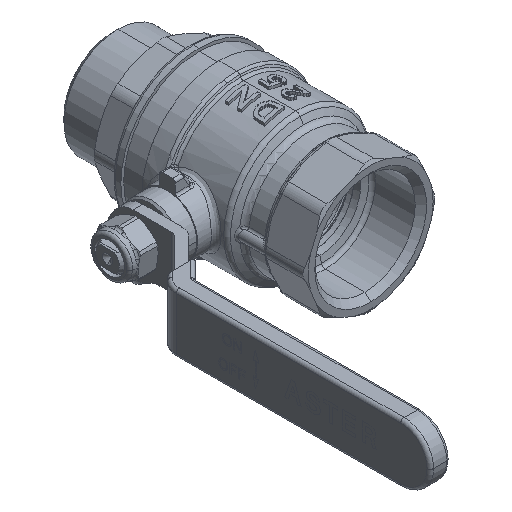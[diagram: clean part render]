
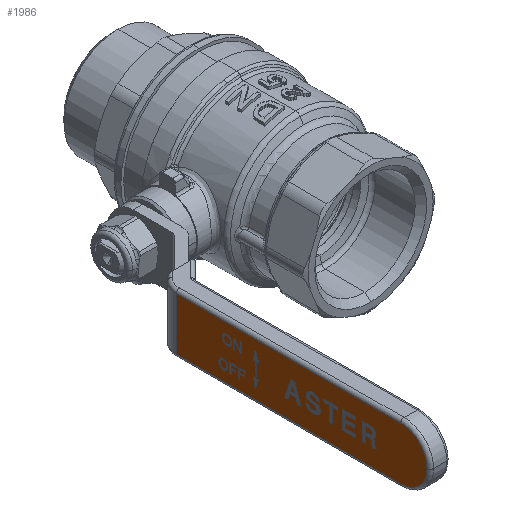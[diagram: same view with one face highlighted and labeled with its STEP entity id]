
A CAD part, isometric view. The second image highlights one B-rep face of the part: STEP entity #1986.
In plain terms, the highlighted planar face has unit normal (-1, 0, 0).
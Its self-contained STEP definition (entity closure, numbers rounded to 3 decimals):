
#1983 = VERTEX_POINT ( 'NONE', #10792 ) ;
#1985 = VERTEX_POINT ( 'NONE', #10790 ) ;
#1986 = ADVANCED_FACE ( 'NONE', ( #10786 ), #10762, .F. ) ;
#1998 = EDGE_CURVE ( 'NONE', #1983, #1985, #10774, .T. ) ;
#2006 = ORIENTED_EDGE ( 'NONE', *, *, #1998, .T. ) ;
#2016 = EDGE_LOOP ( 'NONE', ( #2006, #2050, #2040, #2054, #2024 ) ) ;
#2018 = EDGE_CURVE ( 'NONE', #1985, #2055, #10801, .T. ) ;
#2024 = ORIENTED_EDGE ( 'NONE', *, *, #2030, .T. ) ;
#2030 = EDGE_CURVE ( 'NONE', #2052, #1983, #10900, .T. ) ;
#2040 = ORIENTED_EDGE ( 'NONE', *, *, #2051, .T. ) ;
#2044 = EDGE_CURVE ( 'NONE', #2058, #2052, #10901, .T. ) ;
#2050 = ORIENTED_EDGE ( 'NONE', *, *, #2018, .T. ) ;
#2051 = EDGE_CURVE ( 'NONE', #2055, #2058, #10924, .T. ) ;
#2052 = VERTEX_POINT ( 'NONE', #10886 ) ;
#2054 = ORIENTED_EDGE ( 'NONE', *, *, #2044, .T. ) ;
#2055 = VERTEX_POINT ( 'NONE', #10961 ) ;
#2058 = VERTEX_POINT ( 'NONE', #10917 ) ;
#10762 = PLANE ( 'NONE',  #10783 ) ;
#10772 = DIRECTION ( 'NONE',  ( 0., 0., -1. ) ) ;
#10773 = DIRECTION ( 'NONE',  ( 1., 0., 0. ) ) ;
#10774 = CIRCLE ( 'NONE', #10828, 8. ) ;
#10783 = AXIS2_PLACEMENT_3D ( 'NONE', #10793, #10773, #10772 ) ;
#10786 = FACE_OUTER_BOUND ( 'NONE', #2016, .T. ) ;
#10790 = CARTESIAN_POINT ( 'NONE',  ( -52.47, 0.047, 33.954 ) ) ;
#10792 = CARTESIAN_POINT ( 'NONE',  ( -52.47, -7.953, 25.954 ) ) ;
#10793 = CARTESIAN_POINT ( 'NONE',  ( -52.47, -8.953, 16.954 ) ) ;
#10801 = LINE ( 'NONE', #10841, #10840 ) ;
#10814 = DIRECTION ( 'NONE',  ( 0., 0., -1. ) ) ;
#10815 = DIRECTION ( 'NONE',  ( -1., 0., 0. ) ) ;
#10816 = CARTESIAN_POINT ( 'NONE',  ( -52.47, 0.047, 25.954 ) ) ;
#10828 = AXIS2_PLACEMENT_3D ( 'NONE', #10816, #10815, #10814 ) ;
#10839 = DIRECTION ( 'NONE',  ( 0., 1., 0. ) ) ;
#10840 = VECTOR ( 'NONE', #10839, 1000. ) ;
#10841 = CARTESIAN_POINT ( 'NONE',  ( -52.47, -8.953, 33.954 ) ) ;
#10886 = CARTESIAN_POINT ( 'NONE',  ( -52.47, 0.047, 17.954 ) ) ;
#10891 = DIRECTION ( 'NONE',  ( 0., 0., -1. ) ) ;
#10892 = DIRECTION ( 'NONE',  ( -1., 0., 0. ) ) ;
#10893 = CARTESIAN_POINT ( 'NONE',  ( -52.47, 0.047, 25.954 ) ) ;
#10900 = CIRCLE ( 'NONE', #10911, 8. ) ;
#10901 = LINE ( 'NONE', #10934, #10933 ) ;
#10911 = AXIS2_PLACEMENT_3D ( 'NONE', #10893, #10892, #10891 ) ;
#10917 = CARTESIAN_POINT ( 'NONE',  ( -52.47, 68.476, 17.954 ) ) ;
#10921 = DIRECTION ( 'NONE',  ( 0., 0., -1. ) ) ;
#10922 = VECTOR ( 'NONE', #10921, 1000. ) ;
#10923 = CARTESIAN_POINT ( 'NONE',  ( -52.47, 68.476, 16.954 ) ) ;
#10924 = LINE ( 'NONE', #10923, #10922 ) ;
#10932 = DIRECTION ( 'NONE',  ( 0., -1., 0. ) ) ;
#10933 = VECTOR ( 'NONE', #10932, 1000. ) ;
#10934 = CARTESIAN_POINT ( 'NONE',  ( -52.47, 0.047, 17.954 ) ) ;
#10961 = CARTESIAN_POINT ( 'NONE',  ( -52.47, 68.476, 33.954 ) ) ;
